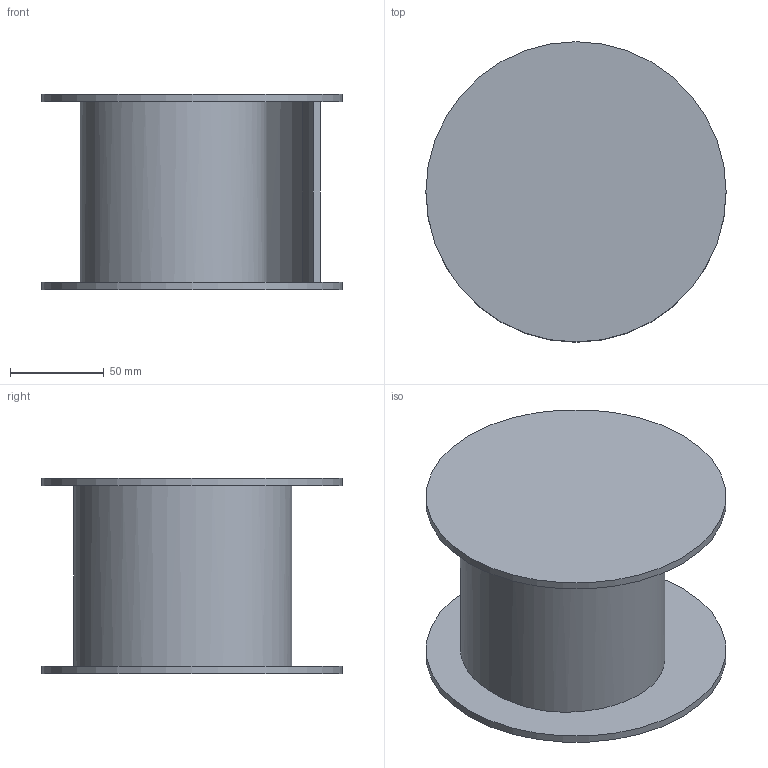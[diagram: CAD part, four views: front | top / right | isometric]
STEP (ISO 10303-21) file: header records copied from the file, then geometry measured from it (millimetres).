
FILE_DESCRIPTION(/* description */ (''),/* implementation_level */ '2;1');
FILE_NAME(/* name */ 'barab v3.step',/* time_stamp */ '2023-01-21T13:44:33+03:00',/* author */ (''),/* organization */ (''),/* preprocessor_version */ 'ST-DEVELOPER v19.2',/* originating_system */ 'Autodesk Translation Framework v11.17.0.187',/* authorisation */ '');
FILE_SCHEMA (('AUTOMOTIVE_DESIGN { 1 0 10303 214 3 1 1 }'));
Length unit declared in the file: millimetre
Products named in the file (1): barab
Bounding box: 160 x 160 x 104 mm (x, y, z)
Volume: 299941.4 mm3; surface area: 158121.2 mm2
Topology: 3 solids, 3 shells, 13 faces, 21 edges, 14 vertices
Faces by surface type: plane 8, bspline 3, cylinder 2
Full cylindrical faces by diameter (mm): 160 x2
Entity records: 1261 total; most frequent: CARTESIAN_POINT 997, ORIENTED_EDGE 42, DIRECTION 41, EDGE_CURVE 21, AXIS2_PLACEMENT_3D 15, VERTEX_POINT 14, FACE_OUTER_BOUND 13, EDGE_LOOP 13
